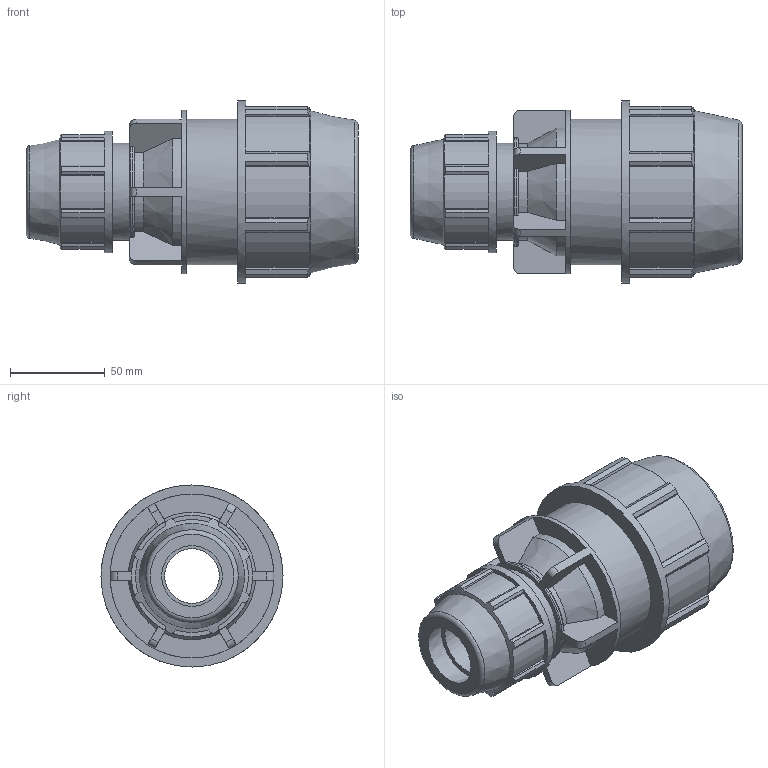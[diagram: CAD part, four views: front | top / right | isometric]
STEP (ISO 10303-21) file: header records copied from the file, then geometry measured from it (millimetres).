
FILE_DESCRIPTION(/* description */ ('PLASSON REDUCING COUPLER 50-32'),/* implementation_level */ '2;1');
FILE_NAME(/* name */ '071100050032_181100050032_0711060500320A.ipt.stp',/* time_stamp */ '2017-06-06T13:33:42+03:00',/* author */ ('KIM'),/* organization */ (''),/* preprocessor_version */ 'ST-DEVELOPER v15.6',/* originating_system */ 'Autodesk Inventor 2015',/* authorisation */ '');
FILE_SCHEMA (('AUTOMOTIVE_DESIGN { 1 0 10303 214 3 1 1 }'));
Length unit declared in the file: millimetre
Products named in the file (1): 071100050032_181100050032_0711060500320A
Bounding box: 175 x 96 x 96 mm (x, y, z)
Volume: 476126.4 mm3; surface area: 84906 mm2
Topology: 1 solids, 1 shells, 218 faces, 629 edges, 420 vertices
Faces by surface type: plane 143, cylinder 47, cone 14, torus 14
Full cylindrical faces by diameter (mm): 32 x1, 50 x1, 51.2 x1, 64 x1, 76.8 x1, 86.4 x1, 96 x1
Entity records: 7386 total; most frequent: CARTESIAN_POINT 1611, ORIENTED_EDGE 1208, DIRECTION 1114, EDGE_CURVE 604, VERTEX_POINT 412, AXIS2_PLACEMENT_3D 389, LINE 336, VECTOR 336
